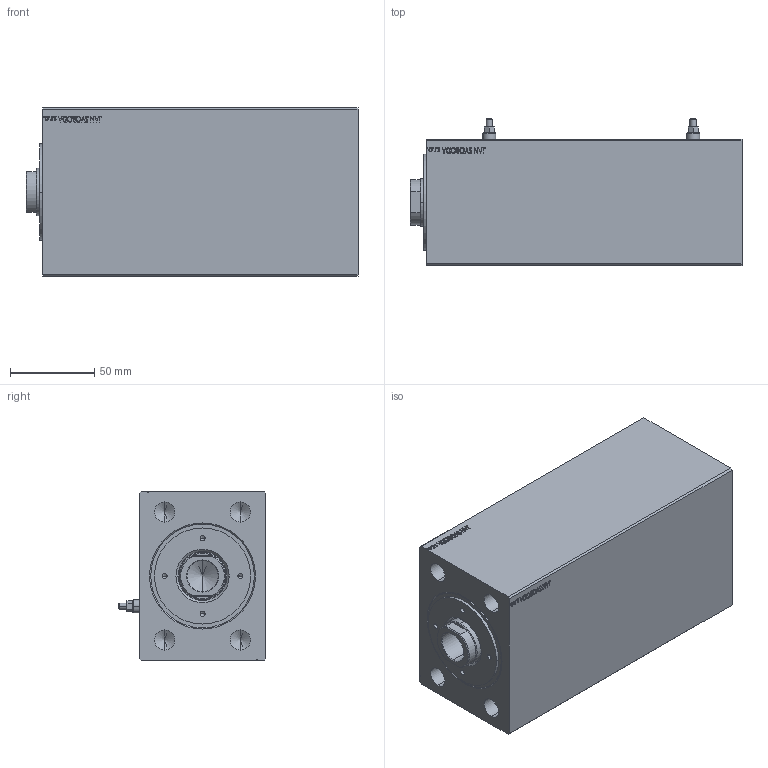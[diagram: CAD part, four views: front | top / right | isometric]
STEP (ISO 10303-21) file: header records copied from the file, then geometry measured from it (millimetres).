
FILE_DESCRIPTION (( 'STEP AP203' ), '1' );
FILE_NAME ('ef2b.STEP', '2024-02-11T14:03:18', ( '' ), ( '' ), 'SwSTEP 2.0', 'SolidWorks 2019', '' );
FILE_SCHEMA (( 'CONFIG_CONTROL_DESIGN' ));
Length unit declared in the file: millimetre
Products named in the file (5): ef2b; V500CZ d45474b017aa0d49ffd91e10da8c4cc2; V500CZ_VNIT豊蚠攘ST d45474b017aa0d49ffd91e10da8c4cc2; Zatka_Cushioning3 d45474b017aa0d49ffd91e10da8c4cc2; V500CZ_B_VC d45474b017aa0d49ffd91e10da8c4cc2
Assembly tree (5 placements, depth 2):
  ef2b
    V500CZ d45474b017aa0d49ffd91e10da8c4cc2
    V500CZ_VNIT豊蚠攘ST d45474b017aa0d49ffd91e10da8c4cc2
    V500CZ_B_VC d45474b017aa0d49ffd91e10da8c4cc2
    Zatka_Cushioning3 d45474b017aa0d49ffd91e10da8c4cc2  x2
Bounding box: 197 x 87.5 x 100 mm (x, y, z)
Volume: 1270426.3 mm3; surface area: 151254.6 mm2
Topology: 5 solids, 5 shells, 934 faces, 2362 edges, 1541 vertices
Faces by surface type: plane 424, bspline 380, cylinder 74, cone 56
Entity records: 45087 total; most frequent: CARTESIAN_POINT 25262, ORIENTED_EDGE 4560, DIRECTION 2732, EDGE_CURVE 2280, VERTEX_POINT 1507, VECTOR 1346, LINE 1346, EDGE_LOOP 1035
